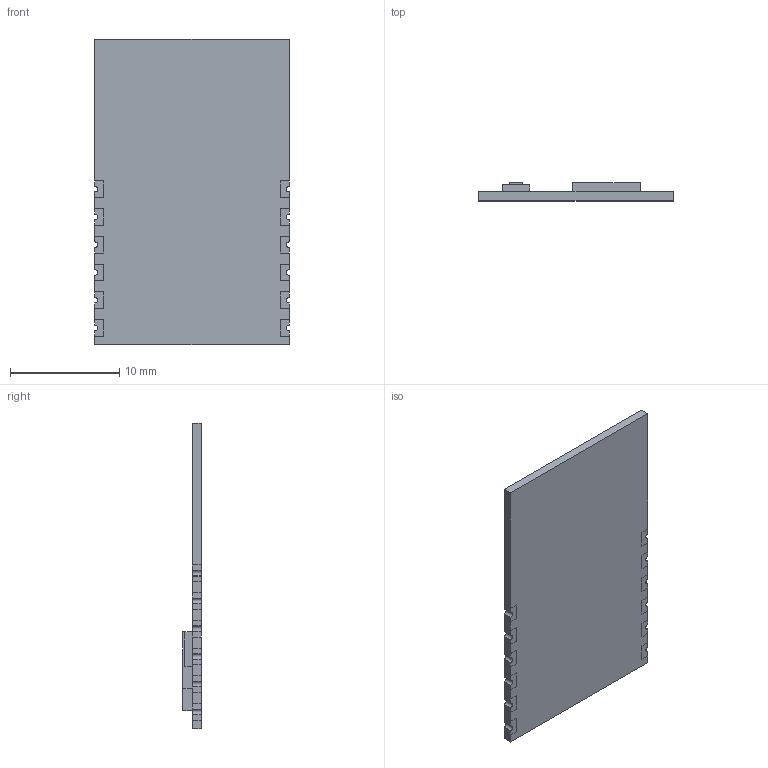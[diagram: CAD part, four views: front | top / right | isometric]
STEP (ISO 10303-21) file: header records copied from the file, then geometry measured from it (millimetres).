
FILE_DESCRIPTION (( 'STEP AP214' ), '1' );
FILE_NAME ('User Library-MRF24J40MA.STEP', '2013-01-14T11:14:00', ( 'Windows User' ), ( '' ), 'SwSTEP 2.0', 'SolidWorks 2013', '' );
FILE_SCHEMA (( 'AUTOMOTIVE_DESIGN' ));
Length unit declared in the file: millimetre
Products named in the file (1): User Library-MRF24J40MA
Bounding box: 17.78 x 1.7 x 27.94 mm (x, y, z)
Volume: 444.8 mm3; surface area: 1104.1 mm2
Topology: 1 solids, 1 shells, 182 faces, 528 edges, 352 vertices
Faces by surface type: plane 146, cylinder 36
Entity records: 7584 total; most frequent: CARTESIAN_POINT 1063, ORIENTED_EDGE 1056, DIRECTION 966, EDGE_CURVE 528, LINE 456, VECTOR 456, VERTEX_POINT 352, AXIS2_PLACEMENT_3D 255
